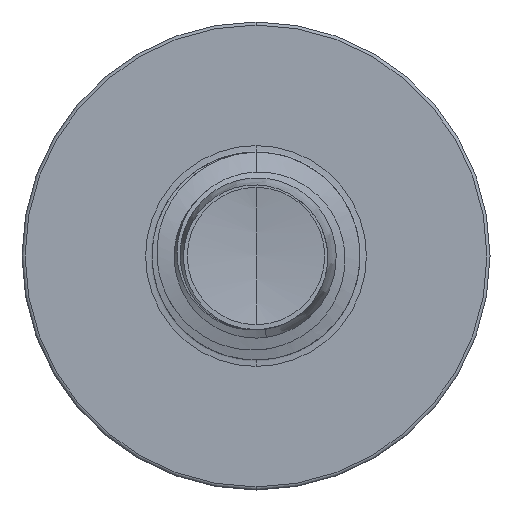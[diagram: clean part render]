
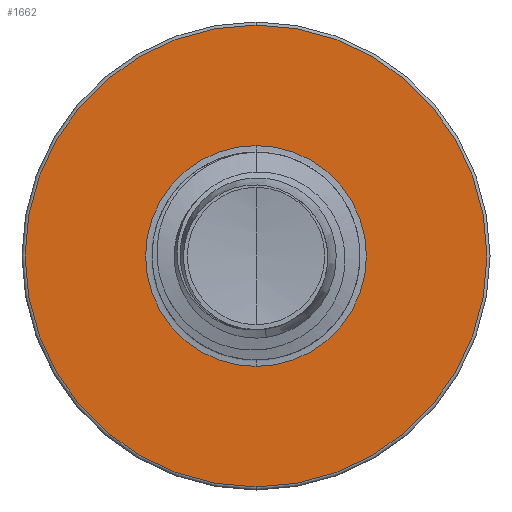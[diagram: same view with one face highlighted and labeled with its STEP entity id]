
A CAD part, front view. The second image highlights one B-rep face of the part: STEP entity #1662.
In plain terms, the highlighted planar face has unit normal (0, -1, 0).
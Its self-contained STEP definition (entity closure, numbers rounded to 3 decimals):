
#55 = VERTEX_POINT ( 'NONE', #15339 ) ;
#309 = EDGE_LOOP ( 'NONE', ( #15396, #17507 ) ) ;
#921 = ORIENTED_EDGE ( 'NONE', *, *, #12760, .F. ) ;
#1662 = ADVANCED_FACE ( 'NONE', ( #3863, #2949 ), #13516, .F. ) ;
#1676 = CARTESIAN_POINT ( 'NONE',  ( 0., 8.5, 3.186 ) ) ;
#1778 = DIRECTION ( 'NONE',  ( 0., 1., 0. ) ) ;
#2228 = CIRCLE ( 'NONE', #4267, 6.66 ) ;
#2423 = VERTEX_POINT ( 'NONE', #1676 ) ;
#2949 = FACE_BOUND ( 'NONE', #309, .T. ) ;
#3171 = AXIS2_PLACEMENT_3D ( 'NONE', #10333, #1778, #11729 ) ;
#3394 = EDGE_CURVE ( 'NONE', #55, #2423, #9858, .T. ) ;
#3863 = FACE_OUTER_BOUND ( 'NONE', #6149, .T. ) ;
#4105 = DIRECTION ( 'NONE',  ( 0., 1., 0. ) ) ;
#4131 = AXIS2_PLACEMENT_3D ( 'NONE', #14285, #5787, #15730 ) ;
#4267 = AXIS2_PLACEMENT_3D ( 'NONE', #7051, #16973, #8450 ) ;
#5107 = VERTEX_POINT ( 'NONE', #16164 ) ;
#5787 = DIRECTION ( 'NONE',  ( 0., 1., 0. ) ) ;
#6149 = EDGE_LOOP ( 'NONE', ( #921, #13622 ) ) ;
#7051 = CARTESIAN_POINT ( 'NONE',  ( 0., 8.5, 0. ) ) ;
#7909 = DIRECTION ( 'NONE',  ( 0., 1., 0. ) ) ;
#8277 = CIRCLE ( 'NONE', #16884, 6.66 ) ;
#8450 = DIRECTION ( 'NONE',  ( 0., 0., 1. ) ) ;
#8816 = EDGE_CURVE ( 'NONE', #5107, #17306, #8277, .T. ) ;
#9168 = EDGE_CURVE ( 'NONE', #2423, #55, #11136, .T. ) ;
#9858 = CIRCLE ( 'NONE', #3171, 3.186 ) ;
#10333 = CARTESIAN_POINT ( 'NONE',  ( 0., 8.5, 0. ) ) ;
#10680 = CARTESIAN_POINT ( 'NONE',  ( 0., 8.5, -3.186 ) ) ;
#11136 = CIRCLE ( 'NONE', #4131, 3.186 ) ;
#11729 = DIRECTION ( 'NONE',  ( 0., 0., 1. ) ) ;
#12586 = CARTESIAN_POINT ( 'NONE',  ( 0., 8.5, 0. ) ) ;
#12760 = EDGE_CURVE ( 'NONE', #17306, #5107, #2228, .T. ) ;
#12784 = AXIS2_PLACEMENT_3D ( 'NONE', #10680, #7909, #17861 ) ;
#13516 = PLANE ( 'NONE',  #12784 ) ;
#13622 = ORIENTED_EDGE ( 'NONE', *, *, #8816, .F. ) ;
#14045 = DIRECTION ( 'NONE',  ( 0., 0., 1. ) ) ;
#14285 = CARTESIAN_POINT ( 'NONE',  ( 0., 8.5, 0. ) ) ;
#15339 = CARTESIAN_POINT ( 'NONE',  ( 0., 8.5, -3.186 ) ) ;
#15396 = ORIENTED_EDGE ( 'NONE', *, *, #9168, .T. ) ;
#15469 = CARTESIAN_POINT ( 'NONE',  ( 0., 8.5, 6.66 ) ) ;
#15730 = DIRECTION ( 'NONE',  ( 0., 0., 1. ) ) ;
#16164 = CARTESIAN_POINT ( 'NONE',  ( 0., 8.5, -6.66 ) ) ;
#16884 = AXIS2_PLACEMENT_3D ( 'NONE', #12586, #4105, #14045 ) ;
#16973 = DIRECTION ( 'NONE',  ( 0., 1., 0. ) ) ;
#17306 = VERTEX_POINT ( 'NONE', #15469 ) ;
#17507 = ORIENTED_EDGE ( 'NONE', *, *, #3394, .T. ) ;
#17861 = DIRECTION ( 'NONE',  ( 0., 0., 1. ) ) ;
